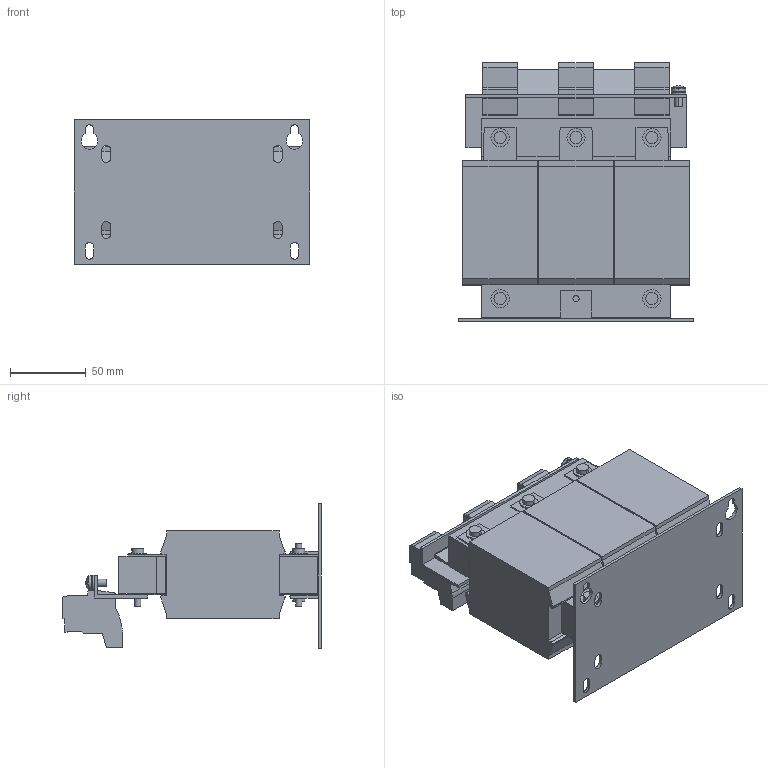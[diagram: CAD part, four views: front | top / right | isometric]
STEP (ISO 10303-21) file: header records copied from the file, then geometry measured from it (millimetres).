
FILE_DESCRIPTION (( 'STEP AP214' ), '1' );
FILE_NAME ('151395.STEP', '2020-12-04T08:48:58', ( '' ), ( '' ), 'SwSTEP 2.0', 'SolidWorks 2018', '' );
FILE_SCHEMA (( 'AUTOMOTIVE_DESIGN' ));
Length unit declared in the file: millimetre
Products named in the file (1): 151395
Bounding box: 155 x 170.4 x 95 mm (x, y, z)
Volume: 947228.3 mm3; surface area: 153355.3 mm2
Topology: 1 solids, 1 shells, 668 faces, 1794 edges, 1179 vertices
Faces by surface type: plane 497, cylinder 101, bspline 57, cone 6, torus 5, sphere 2
Entity records: 23406 total; most frequent: CARTESIAN_POINT 6785, ORIENTED_EDGE 3584, DIRECTION 3130, EDGE_CURVE 1792, VECTOR 1418, LINE 1418, VERTEX_POINT 1179, AXIS2_PLACEMENT_3D 856
